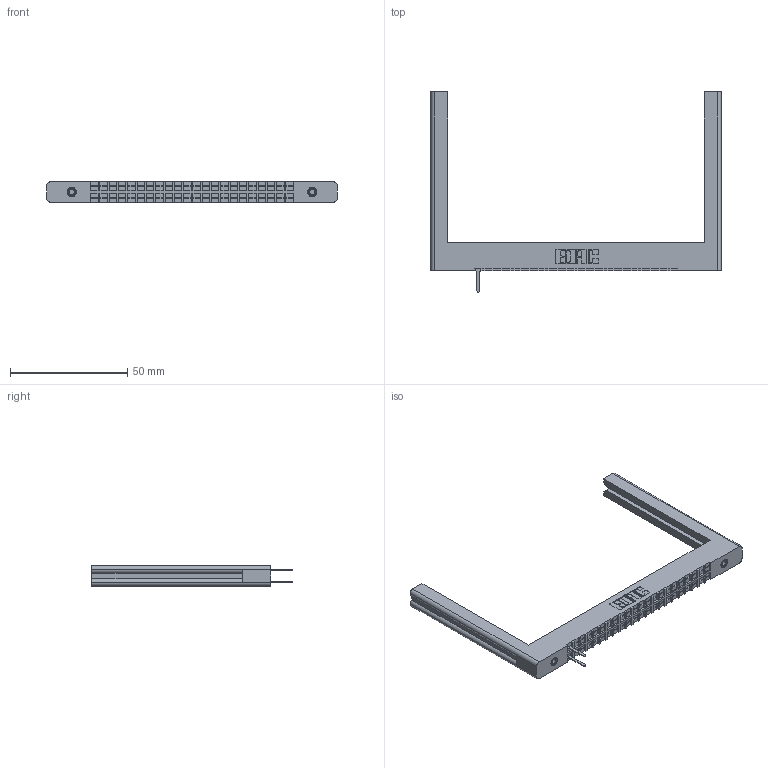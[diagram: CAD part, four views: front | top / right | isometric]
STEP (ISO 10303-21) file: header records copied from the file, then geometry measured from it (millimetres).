
FILE_DESCRIPTION (( 'STEP AP203' ), '1' );
FILE_NAME ('322-044-522-258.STEP', '2018-08-01T11:33:53', ( '' ), ( '' ), 'SwSTEP 2.0', 'SolidWorks 2016', '' );
FILE_SCHEMA (( 'CONFIG_CONTROL_DESIGN' ));
Length unit declared in the file: inch
Products named in the file (4): 307-250-006-100_307-250-006-100; 322-044-522-258; 322 Part; 307-290-001_522
Assembly tree (5 placements, depth 2):
  322-044-522-258
    322 Part
    307-290-001_522  x2
    307-250-006-100_307-250-006-100  x2
Bounding box: 123.83 x 85.29 x 8.71 mm (x, y, z)
Volume: 15563.9 mm3; surface area: 14463.8 mm2
Topology: 5 solids, 5 shells, 673 faces, 2081 edges, 1382 vertices
Faces by surface type: plane 541, cylinder 128, cone 4
Entity records: 22255 total; most frequent: ORIENTED_EDGE 3934, CARTESIAN_POINT 3912, DIRECTION 3469, EDGE_CURVE 1967, LINE 1739, VECTOR 1739, VERTEX_POINT 1308, AXIS2_PLACEMENT_3D 865
